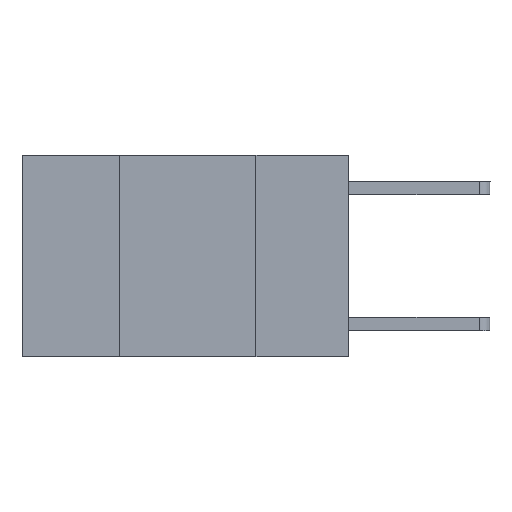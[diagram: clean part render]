
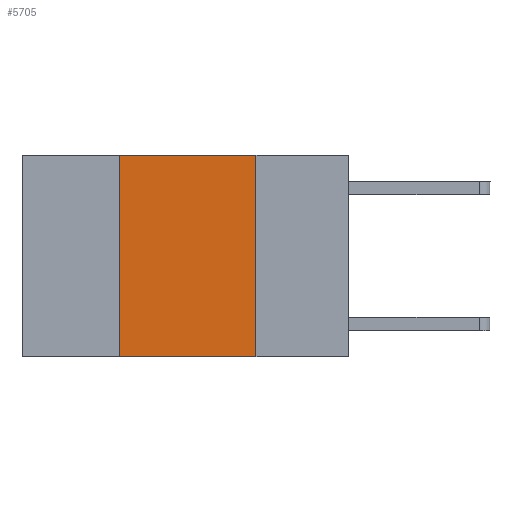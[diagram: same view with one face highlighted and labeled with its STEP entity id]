
A CAD part, left-side view. The second image highlights one B-rep face of the part: STEP entity #5705.
In plain terms, the highlighted planar face has unit normal (-1, 0, 0).
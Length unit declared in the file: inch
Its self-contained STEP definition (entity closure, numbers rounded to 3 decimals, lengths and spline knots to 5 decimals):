
#77 = DIRECTION ( 'NONE',  ( 1., 0., 0. ) ) ;
#222 = CARTESIAN_POINT ( 'NONE',  ( 0., 0.42, -0.37 ) ) ;
#256 = EDGE_CURVE ( 'NONE', #7925, #8394, #771, .T. ) ;
#552 = EDGE_CURVE ( 'NONE', #3783, #8394, #4788, .T. ) ;
#717 = DIRECTION ( 'NONE',  ( 0., 0., -1. ) ) ;
#771 = LINE ( 'NONE', #4425, #9116 ) ;
#798 = EDGE_LOOP ( 'NONE', ( #4259, #877, #940, #5354 ) ) ;
#877 = ORIENTED_EDGE ( 'NONE', *, *, #7912, .F. ) ;
#940 = ORIENTED_EDGE ( 'NONE', *, *, #7408, .F. ) ;
#1010 = PLANE ( 'NONE',  #2868 ) ;
#1250 = VECTOR ( 'NONE', #3890, 39.37008 ) ;
#1846 = VECTOR ( 'NONE', #3944, 39.37008 ) ;
#2438 = CARTESIAN_POINT ( 'NONE',  ( 0., 0.42, 0. ) ) ;
#2868 = AXIS2_PLACEMENT_3D ( 'NONE', #6742, #77, #8240 ) ;
#3262 = FACE_OUTER_BOUND ( 'NONE', #798, .T. ) ;
#3611 = VECTOR ( 'NONE', #4151, 39.37008 ) ;
#3783 = VERTEX_POINT ( 'NONE', #222 ) ;
#3890 = DIRECTION ( 'NONE',  ( 0., 0., 1. ) ) ;
#3944 = DIRECTION ( 'NONE',  ( 0., -1., 0. ) ) ;
#4151 = DIRECTION ( 'NONE',  ( 0., -1., 0. ) ) ;
#4259 = ORIENTED_EDGE ( 'NONE', *, *, #256, .F. ) ;
#4425 = CARTESIAN_POINT ( 'NONE',  ( 0., 0.17, 0. ) ) ;
#4770 = LINE ( 'NONE', #8500, #3611 ) ;
#4788 = LINE ( 'NONE', #9014, #1846 ) ;
#5354 = ORIENTED_EDGE ( 'NONE', *, *, #552, .T. ) ;
#5521 = CARTESIAN_POINT ( 'NONE',  ( 0., 0.17, -0.37 ) ) ;
#5705 = ADVANCED_FACE ( 'NONE', ( #3262 ), #1010, .F. ) ;
#6252 = LINE ( 'NONE', #2438, #1250 ) ;
#6742 = CARTESIAN_POINT ( 'NONE',  ( 0., 0.6, 0. ) ) ;
#7012 = CARTESIAN_POINT ( 'NONE',  ( 0., 0.17, 0. ) ) ;
#7172 = VERTEX_POINT ( 'NONE', #7840 ) ;
#7408 = EDGE_CURVE ( 'NONE', #3783, #7172, #6252, .T. ) ;
#7840 = CARTESIAN_POINT ( 'NONE',  ( 0., 0.42, 0. ) ) ;
#7912 = EDGE_CURVE ( 'NONE', #7172, #7925, #4770, .T. ) ;
#7925 = VERTEX_POINT ( 'NONE', #7012 ) ;
#8240 = DIRECTION ( 'NONE',  ( 0., 0., -1. ) ) ;
#8394 = VERTEX_POINT ( 'NONE', #5521 ) ;
#8500 = CARTESIAN_POINT ( 'NONE',  ( 0., 0.6, 0. ) ) ;
#9014 = CARTESIAN_POINT ( 'NONE',  ( 0., 0.6, -0.37 ) ) ;
#9116 = VECTOR ( 'NONE', #717, 39.37008 ) ;
